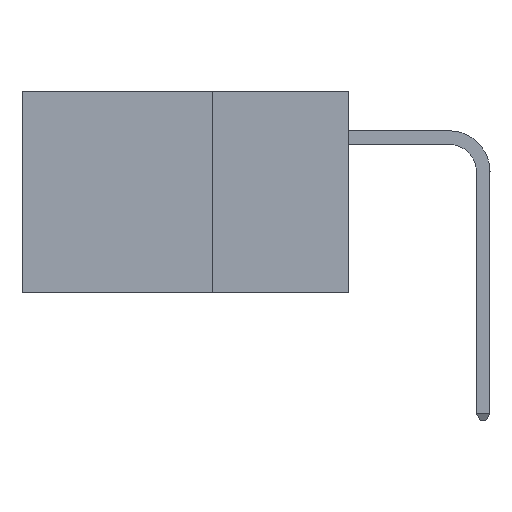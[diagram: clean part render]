
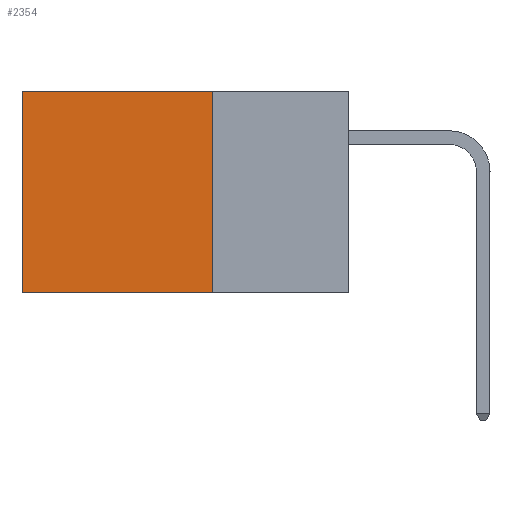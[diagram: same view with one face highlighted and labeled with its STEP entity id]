
A CAD part, left-side view. The second image highlights one B-rep face of the part: STEP entity #2354.
In plain terms, the highlighted planar face has unit normal (-1, 0, 0).
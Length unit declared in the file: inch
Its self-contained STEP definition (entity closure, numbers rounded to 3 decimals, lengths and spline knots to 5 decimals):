
#288 = DIRECTION ( 'NONE',  ( 0., 0., -1. ) ) ;
#981 = VERTEX_POINT ( 'NONE', #11044 ) ;
#1103 = AXIS2_PLACEMENT_3D ( 'NONE', #9209, #9205, #9147 ) ;
#1203 = CARTESIAN_POINT ( 'NONE',  ( 0.2875, 0.25, 0. ) ) ;
#1321 = LINE ( 'NONE', #1903, #1793 ) ;
#1540 = EDGE_LOOP ( 'NONE', ( #6982, #8333, #10861, #11561 ) ) ;
#1793 = VECTOR ( 'NONE', #1847, 39.37008 ) ;
#1847 = DIRECTION ( 'NONE',  ( 0., 0., -1. ) ) ;
#1903 = CARTESIAN_POINT ( 'NONE',  ( 0.2875, 0.25, 0. ) ) ;
#2354 = ADVANCED_FACE ( 'NONE', ( #4768 ), #9227, .F. ) ;
#4115 = VERTEX_POINT ( 'NONE', #8416 ) ;
#4724 = VECTOR ( 'NONE', #15435, 39.37008 ) ;
#4768 = FACE_OUTER_BOUND ( 'NONE', #1540, .T. ) ;
#5440 = DIRECTION ( 'NONE',  ( 0., 1., 0. ) ) ;
#6574 = VECTOR ( 'NONE', #288, 39.37008 ) ;
#6982 = ORIENTED_EDGE ( 'NONE', *, *, #12570, .T. ) ;
#7746 = VERTEX_POINT ( 'NONE', #10399 ) ;
#8333 = ORIENTED_EDGE ( 'NONE', *, *, #10834, .F. ) ;
#8416 = CARTESIAN_POINT ( 'NONE',  ( 0.2875, 0.25, 0. ) ) ;
#8565 = CARTESIAN_POINT ( 'NONE',  ( 0.2875, 0.6, 0. ) ) ;
#8756 = LINE ( 'NONE', #14160, #4724 ) ;
#9147 = DIRECTION ( 'NONE',  ( 0., 0., -1. ) ) ;
#9205 = DIRECTION ( 'NONE',  ( 1., 0., 0. ) ) ;
#9209 = CARTESIAN_POINT ( 'NONE',  ( 0.2875, 0.25, 0. ) ) ;
#9227 = PLANE ( 'NONE',  #1103 ) ;
#9295 = VERTEX_POINT ( 'NONE', #16192 ) ;
#10193 = LINE ( 'NONE', #8565, #6574 ) ;
#10277 = VECTOR ( 'NONE', #5440, 39.37008 ) ;
#10399 = CARTESIAN_POINT ( 'NONE',  ( 0.2875, 0.6, -0.37 ) ) ;
#10490 = EDGE_CURVE ( 'NONE', #4115, #9295, #13806, .T. ) ;
#10834 = EDGE_CURVE ( 'NONE', #981, #7746, #8756, .T. ) ;
#10861 = ORIENTED_EDGE ( 'NONE', *, *, #13379, .F. ) ;
#11044 = CARTESIAN_POINT ( 'NONE',  ( 0.2875, 0.25, -0.37 ) ) ;
#11561 = ORIENTED_EDGE ( 'NONE', *, *, #10490, .T. ) ;
#12570 = EDGE_CURVE ( 'NONE', #9295, #7746, #10193, .T. ) ;
#13379 = EDGE_CURVE ( 'NONE', #4115, #981, #1321, .T. ) ;
#13806 = LINE ( 'NONE', #1203, #10277 ) ;
#14160 = CARTESIAN_POINT ( 'NONE',  ( 0.2875, 0.25, -0.37 ) ) ;
#15435 = DIRECTION ( 'NONE',  ( 0., 1., 0. ) ) ;
#16192 = CARTESIAN_POINT ( 'NONE',  ( 0.2875, 0.6, 0. ) ) ;
